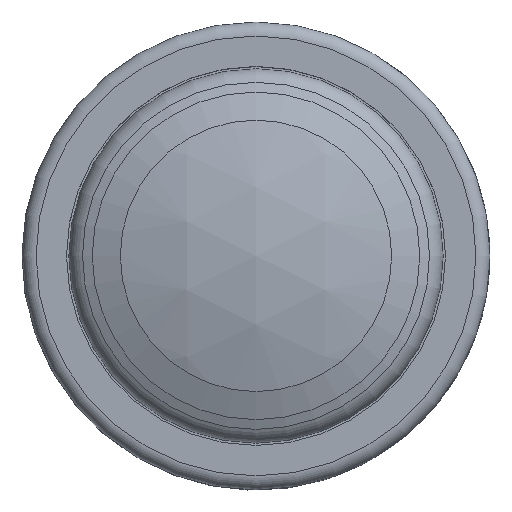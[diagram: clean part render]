
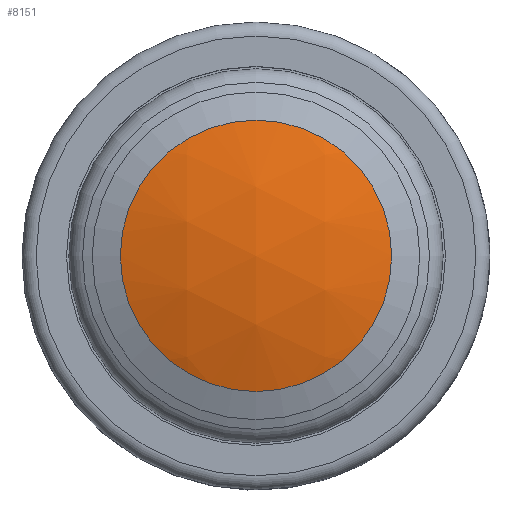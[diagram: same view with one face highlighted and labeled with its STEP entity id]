
A CAD part, top view. The second image highlights one B-rep face of the part: STEP entity #8151.
In plain terms, the highlighted spherical face has radius 8.896 mm.
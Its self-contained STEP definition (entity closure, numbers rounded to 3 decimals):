
#90=SPHERICAL_SURFACE('',#8651,8.896);
#267=FACE_OUTER_BOUND('',#693,.T.);
#693=EDGE_LOOP('',(#5885));
#1055=CIRCLE('',#8544,2.9);
#3337=VERTEX_POINT('',#11492);
#4130=EDGE_CURVE('',#3337,#3337,#1055,.T.);
#5885=ORIENTED_EDGE('',*,*,#4130,.T.);
#8151=ADVANCED_FACE('',(#267),#90,.T.);
#8544=AXIS2_PLACEMENT_3D('',#11493,#9237,#9238);
#8651=AXIS2_PLACEMENT_3D('',#12066,#9716,#9717);
#9237=DIRECTION('center_axis',(0.,0.,
1.));
#9238=DIRECTION('ref_axis',(0.,-1.,0.));
#9716=DIRECTION('center_axis',(-1.,0.,0.));
#9717=DIRECTION('ref_axis',(0.,-1.,0.));
#11492=CARTESIAN_POINT('',(0.,2.9,9.014));
#11493=CARTESIAN_POINT('Origin',(0.,0.,
9.014));
#12066=CARTESIAN_POINT('Origin',(0.,0.,
0.604));
